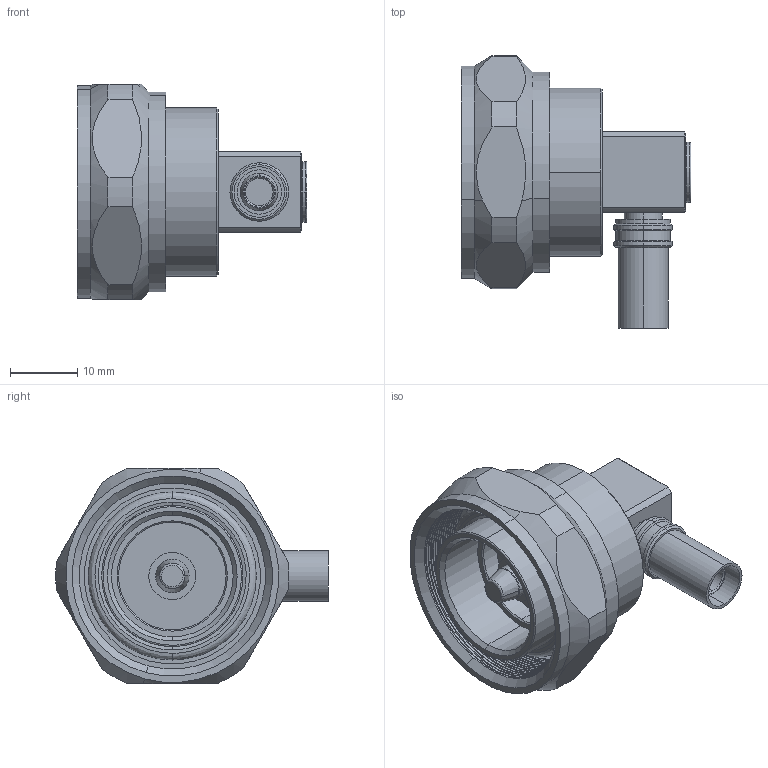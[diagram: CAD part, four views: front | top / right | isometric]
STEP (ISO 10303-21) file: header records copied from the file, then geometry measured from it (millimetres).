
FILE_DESCRIPTION (( 'STEP AP203' ), '1' );
FILE_NAME ('3190-2983(TC-240-716M-RA-D).STEP', '2020-09-21T06:05:44', ( '' ), ( '' ), 'SwSTEP 2.0', 'SolidWorks 2017', '' );
FILE_SCHEMA (( 'CONFIG_CONTROL_DESIGN' ));
Length unit declared in the file: millimetre
Products named in the file (1): 3190-2983(TC-240-716M-RA-D)
Bounding box: 34.2 x 40.53 x 32 mm (x, y, z)
Volume: 12426.6 mm3; surface area: 8111.9 mm2
Topology: 1 solids, 1 shells, 246 faces, 539 edges, 316 vertices
Faces by surface type: cylinder 93, cone 90, plane 43, bspline 20
Entity records: 7162 total; most frequent: CARTESIAN_POINT 1652, DIRECTION 1237, ORIENTED_EDGE 1078, EDGE_CURVE 539, AXIS2_PLACEMENT_3D 509, VERTEX_POINT 316, CIRCLE 282, EDGE_LOOP 267
